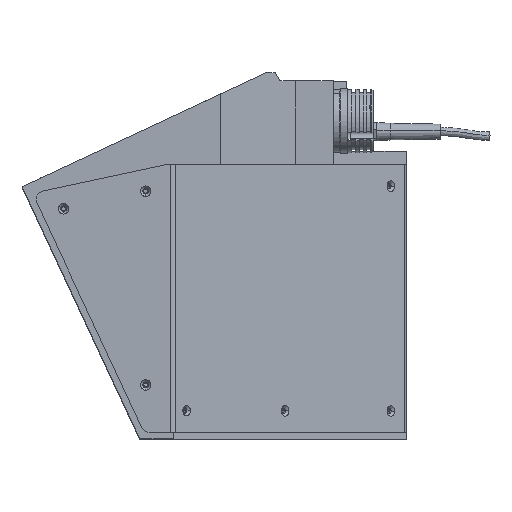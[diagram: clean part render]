
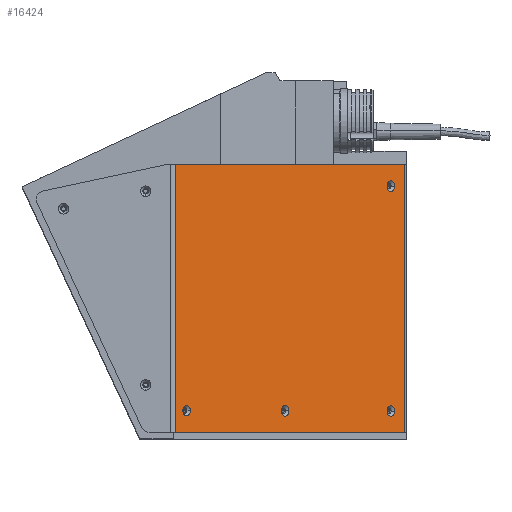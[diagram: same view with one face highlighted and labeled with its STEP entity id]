
A CAD part, top view. The second image highlights one B-rep face of the part: STEP entity #16424.
In plain terms, the highlighted planar face has unit normal (0.707, 0, 0.707).
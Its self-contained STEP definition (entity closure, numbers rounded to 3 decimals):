
#402 = CARTESIAN_POINT ( 'NONE',  ( 98.828, 70., 40.856 ) ) ;
#580 = DIRECTION ( 'NONE',  ( 0.707, 0., -0.707 ) ) ;
#592 = AXIS2_PLACEMENT_3D ( 'NONE', #17370, #7949, #18944 ) ;
#814 = EDGE_CURVE ( 'NONE', #12784, #9140, #9987, .T. ) ;
#1181 = DIRECTION ( 'NONE',  ( 0.707, 0., 0.707 ) ) ;
#1439 = PLANE ( 'NONE',  #9647 ) ;
#1458 = DIRECTION ( 'NONE',  ( 0.707, 0., 0.707 ) ) ;
#1498 = CARTESIAN_POINT ( 'NONE',  ( -39.716, 346.506, 179.4 ) ) ;
#1514 = ORIENTED_EDGE ( 'NONE', *, *, #5051, .F. ) ;
#1744 = EDGE_LOOP ( 'NONE', ( #4281, #1514 ) ) ;
#1748 = EDGE_CURVE ( 'NONE', #19497, #7694, #11357, .T. ) ;
#2040 = VERTEX_POINT ( 'NONE', #7722 ) ;
#2047 = EDGE_CURVE ( 'NONE', #18968, #12601, #17003, .T. ) ;
#2072 = CARTESIAN_POINT ( 'NONE',  ( 98.828, 346.506, 40.856 ) ) ;
#2188 = CARTESIAN_POINT ( 'NONE',  ( -38.544, 70., 178.228 ) ) ;
#2938 = CARTESIAN_POINT ( 'NONE',  ( -38.544, 346.506, 178.228 ) ) ;
#3007 = DIRECTION ( 'NONE',  ( 0., -1., 0. ) ) ;
#3019 = CARTESIAN_POINT ( 'NONE',  ( -31.849, -78., 171.534 ) ) ;
#3027 = CARTESIAN_POINT ( 'NONE',  ( -39.716, -91., 179.4 ) ) ;
#3079 = DIRECTION ( 'NONE',  ( -0.707, 0., 0.707 ) ) ;
#3503 = DIRECTION ( 'NONE',  ( 0.707, 0., 0.707 ) ) ;
#3661 = DIRECTION ( 'NONE',  ( 0.707, 0., 0.707 ) ) ;
#4016 = EDGE_LOOP ( 'NONE', ( #20069, #9796 ) ) ;
#4281 = ORIENTED_EDGE ( 'NONE', *, *, #1748, .F. ) ;
#4295 = EDGE_LOOP ( 'NONE', ( #13983, #16859 ) ) ;
#4624 = DIRECTION ( 'NONE',  ( 0.707, 0., -0.707 ) ) ;
#4627 = DIRECTION ( 'NONE',  ( 0.707, 0., -0.707 ) ) ;
#4644 = AXIS2_PLACEMENT_3D ( 'NONE', #12889, #3503, #14478 ) ;
#5051 = EDGE_CURVE ( 'NONE', #7694, #19497, #10777, .T. ) ;
#5493 = AXIS2_PLACEMENT_3D ( 'NONE', #10861, #1458, #12437 ) ;
#5547 = CARTESIAN_POINT ( 'NONE',  ( 27.314, -78., 112.371 ) ) ;
#5950 = CIRCLE ( 'NONE', #18450, 3.15 ) ;
#5976 = VERTEX_POINT ( 'NONE', #14596 ) ;
#6508 = CIRCLE ( 'NONE', #13224, 3.15 ) ;
#6840 = DIRECTION ( 'NONE',  ( 0., 1., 0. ) ) ;
#7120 = DIRECTION ( 'NONE',  ( 0.707, 0., -0.707 ) ) ;
#7189 = VECTOR ( 'NONE', #9784, 1000. ) ;
#7694 = VERTEX_POINT ( 'NONE', #8763 ) ;
#7722 = CARTESIAN_POINT ( 'NONE',  ( -34.077, -78., 173.761 ) ) ;
#7929 = EDGE_CURVE ( 'NONE', #20214, #18521, #12176, .T. ) ;
#7949 = DIRECTION ( 'NONE',  ( 0.707, 0., 0.707 ) ) ;
#8264 = VECTOR ( 'NONE', #6840, 1000. ) ;
#8763 = CARTESIAN_POINT ( 'NONE',  ( 25.086, -78., 114.598 ) ) ;
#8856 = ORIENTED_EDGE ( 'NONE', *, *, #14143, .F. ) ;
#9026 = EDGE_CURVE ( 'NONE', #12601, #13339, #13051, .T. ) ;
#9137 = FACE_OUTER_BOUND ( 'NONE', #17108, .T. ) ;
#9140 = VERTEX_POINT ( 'NONE', #9517 ) ;
#9162 = CARTESIAN_POINT ( 'NONE',  ( 88.492, -78., 51.192 ) ) ;
#9241 = LINE ( 'NONE', #2072, #8264 ) ;
#9449 = EDGE_CURVE ( 'NONE', #2040, #5976, #5950, .T. ) ;
#9517 = CARTESIAN_POINT ( 'NONE',  ( 92.947, 57., 46.738 ) ) ;
#9647 = AXIS2_PLACEMENT_3D ( 'NONE', #1498, #12473, #3079 ) ;
#9784 = DIRECTION ( 'NONE',  ( 0.707, 0., -0.707 ) ) ;
#9796 = ORIENTED_EDGE ( 'NONE', *, *, #9449, .F. ) ;
#9987 = CIRCLE ( 'NONE', #4644, 3.15 ) ;
#10016 = DIRECTION ( 'NONE',  ( 0.707, 0., 0.707 ) ) ;
#10135 = FACE_BOUND ( 'NONE', #1744, .T. ) ;
#10576 = CARTESIAN_POINT ( 'NONE',  ( -31.849, -78., 171.534 ) ) ;
#10777 = CIRCLE ( 'NONE', #18465, 3.15 ) ;
#10829 = EDGE_LOOP ( 'NONE', ( #14605, #17406 ) ) ;
#10861 = CARTESIAN_POINT ( 'NONE',  ( 90.719, -78., 48.965 ) ) ;
#11346 = LINE ( 'NONE', #17543, #7189 ) ;
#11357 = CIRCLE ( 'NONE', #17724, 3.15 ) ;
#12077 = VECTOR ( 'NONE', #4627, 1000. ) ;
#12160 = DIRECTION ( 'NONE',  ( 0.707, 0., -0.707 ) ) ;
#12174 = CARTESIAN_POINT ( 'NONE',  ( 92.947, -78., 46.738 ) ) ;
#12176 = CIRCLE ( 'NONE', #5493, 3.15 ) ;
#12185 = AXIS2_PLACEMENT_3D ( 'NONE', #3019, #14003, #4624 ) ;
#12437 = DIRECTION ( 'NONE',  ( 0.707, 0., -0.707 ) ) ;
#12473 = DIRECTION ( 'NONE',  ( -0.707, 0., -0.707 ) ) ;
#12601 = VERTEX_POINT ( 'NONE', #17980 ) ;
#12765 = VECTOR ( 'NONE', #3007, 1000. ) ;
#12784 = VERTEX_POINT ( 'NONE', #13792 ) ;
#12889 = CARTESIAN_POINT ( 'NONE',  ( 90.719, 57., 48.965 ) ) ;
#13029 = CARTESIAN_POINT ( 'NONE',  ( 90.719, 57., 48.965 ) ) ;
#13051 = LINE ( 'NONE', #3027, #12077 ) ;
#13224 = AXIS2_PLACEMENT_3D ( 'NONE', #13029, #3661, #14637 ) ;
#13288 = FACE_BOUND ( 'NONE', #4016, .T. ) ;
#13339 = VERTEX_POINT ( 'NONE', #18700 ) ;
#13792 = CARTESIAN_POINT ( 'NONE',  ( 88.492, 57., 51.192 ) ) ;
#13951 = EDGE_CURVE ( 'NONE', #5976, #2040, #14049, .T. ) ;
#13983 = ORIENTED_EDGE ( 'NONE', *, *, #18894, .F. ) ;
#14003 = DIRECTION ( 'NONE',  ( 0.707, 0., 0.707 ) ) ;
#14049 = CIRCLE ( 'NONE', #12185, 3.15 ) ;
#14143 = EDGE_CURVE ( 'NONE', #18968, #18134, #11346, .T. ) ;
#14478 = DIRECTION ( 'NONE',  ( 0.707, 0., -0.707 ) ) ;
#14596 = CARTESIAN_POINT ( 'NONE',  ( -29.622, -78., 169.306 ) ) ;
#14605 = ORIENTED_EDGE ( 'NONE', *, *, #19825, .F. ) ;
#14637 = DIRECTION ( 'NONE',  ( 0.707, 0., -0.707 ) ) ;
#15526 = EDGE_CURVE ( 'NONE', #13339, #18134, #9241, .T. ) ;
#15533 = ORIENTED_EDGE ( 'NONE', *, *, #9026, .T. ) ;
#15858 = ORIENTED_EDGE ( 'NONE', *, *, #15526, .T. ) ;
#16424 = ADVANCED_FACE ( 'NONE', ( #10135, #13288, #17508, #18501, #9137 ), #1439, .F. ) ;
#16541 = DIRECTION ( 'NONE',  ( 0.707, 0., 0.707 ) ) ;
#16859 = ORIENTED_EDGE ( 'NONE', *, *, #814, .F. ) ;
#17003 = LINE ( 'NONE', #2938, #12765 ) ;
#17108 = EDGE_LOOP ( 'NONE', ( #15533, #15858, #8856, #17590 ) ) ;
#17370 = CARTESIAN_POINT ( 'NONE',  ( 90.719, -78., 48.965 ) ) ;
#17406 = ORIENTED_EDGE ( 'NONE', *, *, #7929, .F. ) ;
#17508 = FACE_BOUND ( 'NONE', #10829, .T. ) ;
#17543 = CARTESIAN_POINT ( 'NONE',  ( -39.716, 70., 179.4 ) ) ;
#17590 = ORIENTED_EDGE ( 'NONE', *, *, #2047, .T. ) ;
#17724 = AXIS2_PLACEMENT_3D ( 'NONE', #19441, #10016, #580 ) ;
#17980 = CARTESIAN_POINT ( 'NONE',  ( -38.544, -91., 178.228 ) ) ;
#18134 = VERTEX_POINT ( 'NONE', #402 ) ;
#18450 = AXIS2_PLACEMENT_3D ( 'NONE', #10576, #1181, #12160 ) ;
#18465 = AXIS2_PLACEMENT_3D ( 'NONE', #5547, #16541, #7120 ) ;
#18501 = FACE_BOUND ( 'NONE', #4295, .T. ) ;
#18521 = VERTEX_POINT ( 'NONE', #12174 ) ;
#18700 = CARTESIAN_POINT ( 'NONE',  ( 98.828, -91., 40.856 ) ) ;
#18894 = EDGE_CURVE ( 'NONE', #9140, #12784, #6508, .T. ) ;
#18944 = DIRECTION ( 'NONE',  ( 0.707, 0., -0.707 ) ) ;
#18950 = CIRCLE ( 'NONE', #592, 3.15 ) ;
#18968 = VERTEX_POINT ( 'NONE', #2188 ) ;
#19441 = CARTESIAN_POINT ( 'NONE',  ( 27.314, -78., 112.371 ) ) ;
#19497 = VERTEX_POINT ( 'NONE', #19524 ) ;
#19524 = CARTESIAN_POINT ( 'NONE',  ( 29.541, -78., 110.143 ) ) ;
#19825 = EDGE_CURVE ( 'NONE', #18521, #20214, #18950, .T. ) ;
#20069 = ORIENTED_EDGE ( 'NONE', *, *, #13951, .F. ) ;
#20214 = VERTEX_POINT ( 'NONE', #9162 ) ;
